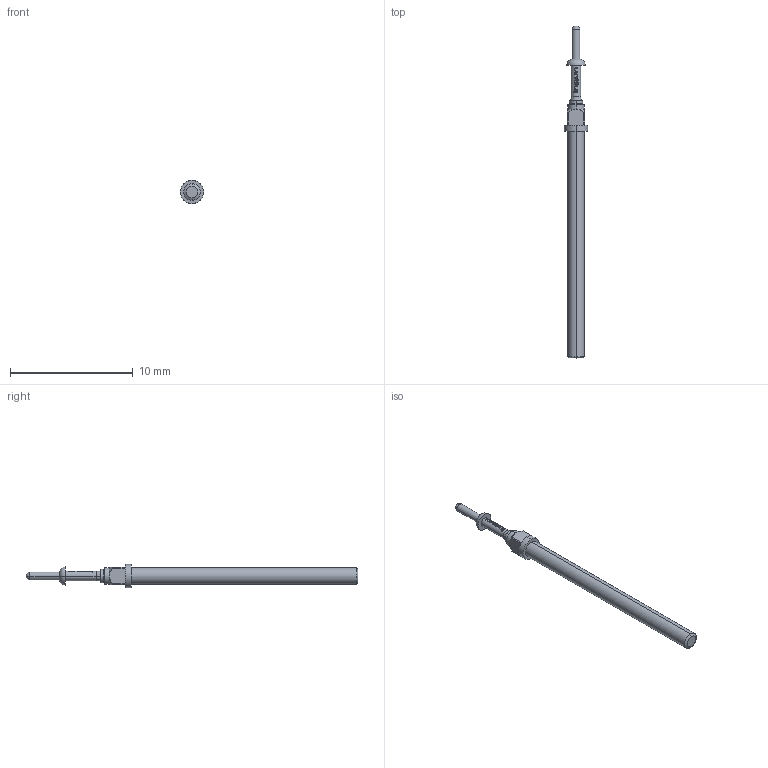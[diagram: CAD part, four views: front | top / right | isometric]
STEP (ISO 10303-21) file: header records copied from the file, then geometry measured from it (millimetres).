
FILE_DESCRIPTION (( 'STEP AP203' ), '1' );
FILE_NAME ('INGUN_T-899_305_065_270_150_X_xx02_MG_0.STEP', '2018-06-19T13:39:32', ( '' ), ( '' ), 'SwSTEP 2.0', 'SolidWorks 2018', '' );
FILE_SCHEMA (( 'CONFIG_CONTROL_DESIGN' ));
Length unit declared in the file: millimetre
Products named in the file (2): INGUN_T-899_305_065_270_150_X_xx02_MG_0
Bounding box: 1.9 x 27.1 x 1.9 mm (x, y, z)
Volume: 34.8 mm3; surface area: 113.2 mm2
Topology: 1 solids, 1 shells, 96 faces, 244 edges, 159 vertices
Faces by surface type: bspline 35, plane 31, cylinder 18, cone 6, torus 4, sphere 2
Entity records: 4530 total; most frequent: CARTESIAN_POINT 2459, ORIENTED_EDGE 480, DIRECTION 252, EDGE_CURVE 240, B_SPLINE_CURVE_WITH_KNOTS 162, VERTEX_POINT 157, AXIS2_PLACEMENT_3D 111, EDGE_LOOP 107
